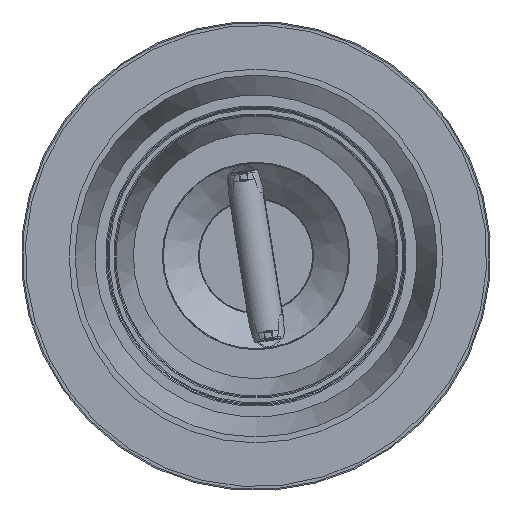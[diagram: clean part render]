
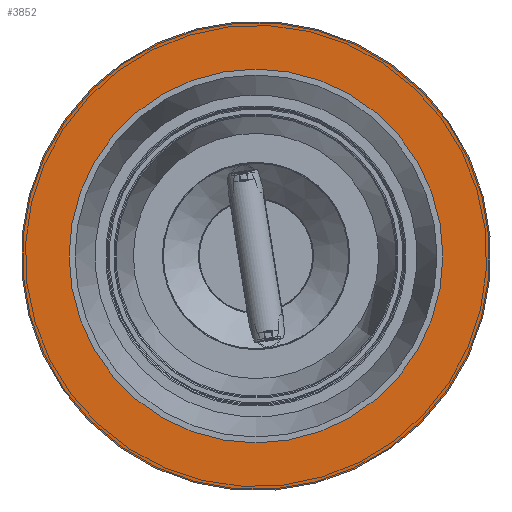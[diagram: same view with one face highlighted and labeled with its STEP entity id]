
A CAD part, front view. The second image highlights one B-rep face of the part: STEP entity #3852.
In plain terms, the highlighted face is planar.
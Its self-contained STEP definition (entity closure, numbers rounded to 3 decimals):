
#292=PLANE('',#4635);
#357=FACE_BOUND('',#1061,.T.);
#583=CIRCLE('',#4633,5.);
#584=CIRCLE('',#4634,5.);
#585=CIRCLE('',#4636,201.);
#586=CIRCLE('',#4637,201.);
#794=FACE_OUTER_BOUND('',#1060,.T.);
#1060=EDGE_LOOP('',(#3536,#3537));
#1061=EDGE_LOOP('',(#3538,#3539));
#1937=VERTEX_POINT('',#8137);
#1938=VERTEX_POINT('',#8139);
#1939=VERTEX_POINT('',#8143);
#1940=VERTEX_POINT('',#8144);
#2473=EDGE_CURVE('',#1938,#1937,#583,.T.);
#2474=EDGE_CURVE('',#1937,#1938,#584,.T.);
#2475=EDGE_CURVE('',#1939,#1940,#585,.T.);
#2476=EDGE_CURVE('',#1940,#1939,#586,.T.);
#3536=ORIENTED_EDGE('',*,*,#2475,.F.);
#3537=ORIENTED_EDGE('',*,*,#2476,.F.);
#3538=ORIENTED_EDGE('',*,*,#2473,.T.);
#3539=ORIENTED_EDGE('',*,*,#2474,.T.);
#3852=ADVANCED_FACE('',(#794,#357),#292,.T.);
#4633=AXIS2_PLACEMENT_3D('',#8140,#5767,#5768);
#4634=AXIS2_PLACEMENT_3D('',#8141,#5769,#5770);
#4635=AXIS2_PLACEMENT_3D('',#8142,#5771,#5772);
#4636=AXIS2_PLACEMENT_3D('',#8145,#5773,#5774);
#4637=AXIS2_PLACEMENT_3D('',#8146,#5775,#5776);
#5767=DIRECTION('center_axis',(0.,-1.,0.));
#5768=DIRECTION('ref_axis',(1.,0.,0.));
#5769=DIRECTION('center_axis',(0.,-1.,0.));
#5770=DIRECTION('ref_axis',(1.,0.,0.));
#5771=DIRECTION('center_axis',(0.,1.,0.));
#5772=DIRECTION('ref_axis',(0.,0.,1.));
#5773=DIRECTION('center_axis',(0.,-1.,0.));
#5774=DIRECTION('ref_axis',(1.,0.,0.));
#5775=DIRECTION('center_axis',(0.,-1.,0.));
#5776=DIRECTION('ref_axis',(1.,0.,0.));
#8137=CARTESIAN_POINT('',(0.,11.,5.));
#8139=CARTESIAN_POINT('',(0.,11.,-5.));
#8140=CARTESIAN_POINT('Origin',(0.,11.,0.));
#8141=CARTESIAN_POINT('Origin',(0.,11.,0.));
#8142=CARTESIAN_POINT('Origin',(0.,11.,-201.));
#8143=CARTESIAN_POINT('',(0.,11.,-201.));
#8144=CARTESIAN_POINT('',(0.,11.,201.));
#8145=CARTESIAN_POINT('Origin',(0.,11.,0.));
#8146=CARTESIAN_POINT('Origin',(0.,11.,0.));
